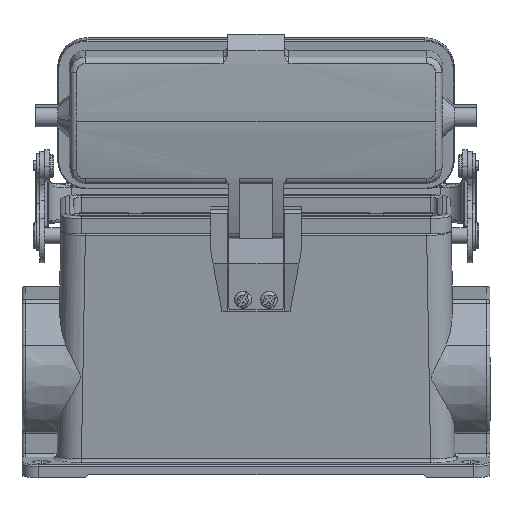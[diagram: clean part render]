
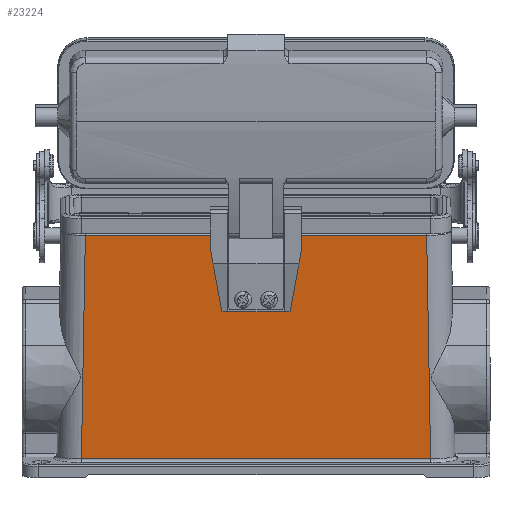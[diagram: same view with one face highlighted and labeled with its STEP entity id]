
A CAD part, front view. The second image highlights one B-rep face of the part: STEP entity #23224.
In plain terms, the highlighted planar face has unit normal (0, -0.989, -0.147).
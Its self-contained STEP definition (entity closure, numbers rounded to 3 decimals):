
#637=CARTESIAN_POINT('',(-53.745,-11.575,
-50.86));
#692=DIRECTION('',(0.017,0.147,-0.989));
#693=VECTOR('',#692,69.547);
#694=CARTESIAN_POINT('',(52.488,-21.826,17.917));
#695=LINE('',#694,#693);
#696=DIRECTION('',(0.017,-0.147,0.989));
#697=VECTOR('',#696,69.547);
#698=CARTESIAN_POINT('',(-53.745,-11.575,
-50.86));
#699=LINE('',#698,#697);
#700=DIRECTION('',(0.172,-0.145,0.974));
#701=VECTOR('',#700,1.221);
#702=CARTESIAN_POINT('',(10.58,-18.718,-2.935));
#703=LINE('',#702,#701);
#704=DIRECTION('',(0.707,-0.104,0.699));
#705=VECTOR('',#704,0.707);
#706=CARTESIAN_POINT('',(1.979,-20.844,11.33));
#707=LINE('',#706,#705);
#708=DIRECTION('',(0.707,0.104,-0.699));
#709=VECTOR('',#708,0.707);
#710=CARTESIAN_POINT('',(-2.521,-20.918,11.824));
#711=LINE('',#710,#709);
#712=DIRECTION('',(0.172,0.145,-0.974));
#713=VECTOR('',#712,1.221);
#714=CARTESIAN_POINT('',(-10.833,-18.895,
-1.745));
#715=LINE('',#714,#713);
#716=DIRECTION('',(1.,0.,0.));
#717=VECTOR('',#716,107.447);
#718=CARTESIAN_POINT('',(-53.745,-11.575,
-50.86));
#719=LINE('',#718,#717);
#773=DIRECTION('',(-1.,0.,0.));
#774=VECTOR('',#773,105.019);
#775=CARTESIAN_POINT('',(52.488,-21.826,17.917));
#776=LINE('',#775,#774);
#2250=DIRECTION('',(-1.,0.,0.));
#2251=VECTOR('',#2250,21.203);
#2252=CARTESIAN_POINT('',(10.58,-18.718,
-2.935));
#2253=LINE('',#2252,#2251);
#2258=DIRECTION('',(0.749,-0.098,0.655));
#2259=VECTOR('',#2258,6.573);
#2260=CARTESIAN_POINT('',(-10.833,-18.895,
-1.745));
#2261=LINE('',#2260,#2259);
#2266=CARTESIAN_POINT('',(-5.909,-19.537,
2.561));
#2267=CARTESIAN_POINT('',(-5.37,-19.607,
3.032));
#2268=CARTESIAN_POINT('',(-4.741,-19.642,
3.268));
#2269=CARTESIAN_POINT('',(-4.021,-19.642,
3.268));
#2275=DIRECTION('',(1.,0.,0.));
#2276=VECTOR('',#2275,2.);
#2277=CARTESIAN_POINT('',(-4.021,-19.642,
3.268));
#2278=LINE('',#2277,#2276);
#2283=DIRECTION('',(0.,-0.147,0.989));
#2284=VECTOR('',#2283,8.151);
#2285=CARTESIAN_POINT('',(-2.021,-19.642,
3.268));
#2286=LINE('',#2285,#2284);
#2295=DIRECTION('',(0.,-0.147,0.989));
#2296=VECTOR('',#2295,4.501);
#2297=CARTESIAN_POINT('',(-2.521,-20.918,
11.824));
#2298=LINE('',#2297,#2296);
#2303=DIRECTION('',(1.,0.,0.));
#2304=VECTOR('',#2303,5.);
#2305=CARTESIAN_POINT('',(-2.521,-21.581,
16.276));
#2306=LINE('',#2305,#2304);
#2311=DIRECTION('',(0.,0.147,-0.989));
#2312=VECTOR('',#2311,4.501);
#2313=CARTESIAN_POINT('',(2.479,-21.581,16.276));
#2314=LINE('',#2313,#2312);
#2323=DIRECTION('',(0.,0.147,-0.989));
#2324=VECTOR('',#2323,8.151);
#2325=CARTESIAN_POINT('',(1.979,-20.844,11.33));
#2326=LINE('',#2325,#2324);
#2331=DIRECTION('',(1.,0.,0.));
#2332=VECTOR('',#2331,2.);
#2333=CARTESIAN_POINT('',(1.979,-19.642,3.268));
#2334=LINE('',#2333,#2332);
#2339=CARTESIAN_POINT('',(3.979,-19.642,3.268));
#2340=CARTESIAN_POINT('',(4.698,-19.642,3.268));
#2341=CARTESIAN_POINT('',(5.327,-19.607,3.032));
#2342=CARTESIAN_POINT('',(5.866,-19.537,2.561));
#2348=DIRECTION('',(0.749,0.098,-0.655));
#2349=VECTOR('',#2348,6.573);
#2350=CARTESIAN_POINT('',(5.866,-19.537,2.561));
#2351=LINE('',#2350,#2349);
#19209=VERTEX_POINT('',#637);
#19213=CARTESIAN_POINT('',(52.488,-21.826,
17.917));
#19214=CARTESIAN_POINT('',(53.702,-11.575,
-50.86));
#19215=VERTEX_POINT('',#19213);
#19216=VERTEX_POINT('',#19214);
#19217=CARTESIAN_POINT('',(-52.531,-21.826,
17.917));
#19218=VERTEX_POINT('',#19217);
#19219=CARTESIAN_POINT('',(10.58,-18.718,
-2.935));
#19220=CARTESIAN_POINT('',(10.791,-18.895,
-1.745));
#19221=VERTEX_POINT('',#19219);
#19222=VERTEX_POINT('',#19220);
#19223=VERTEX_POINT('',#2339);
#19224=VERTEX_POINT('',#2342);
#19225=CARTESIAN_POINT('',(1.979,-19.642,
3.268));
#19226=VERTEX_POINT('',#19225);
#19227=CARTESIAN_POINT('',(1.979,-20.844,
11.33));
#19228=CARTESIAN_POINT('',(2.479,-20.918,
11.824));
#19229=VERTEX_POINT('',#19227);
#19230=VERTEX_POINT('',#19228);
#19231=CARTESIAN_POINT('',(-2.521,-21.581,
16.276));
#19232=CARTESIAN_POINT('',(2.479,-21.581,
16.276));
#19233=VERTEX_POINT('',#19231);
#19234=VERTEX_POINT('',#19232);
#19235=CARTESIAN_POINT('',(-2.521,-20.918,
11.824));
#19236=CARTESIAN_POINT('',(-2.021,-20.844,
11.33));
#19237=VERTEX_POINT('',#19235);
#19238=VERTEX_POINT('',#19236);
#19239=CARTESIAN_POINT('',(-4.021,-19.642,
3.268));
#19240=CARTESIAN_POINT('',(-2.021,-19.642,
3.268));
#19241=VERTEX_POINT('',#19239);
#19242=VERTEX_POINT('',#19240);
#19243=CARTESIAN_POINT('',(-10.833,-18.895,
-1.745));
#19244=CARTESIAN_POINT('',(-10.623,-18.718,
-2.935));
#19245=VERTEX_POINT('',#19243);
#19246=VERTEX_POINT('',#19244);
#19799=CARTESIAN_POINT('',(-5.909,-19.537,
2.561));
#19800=VERTEX_POINT('',#19799);
#23177=CARTESIAN_POINT('',(-0.021,-16.701,
-16.472));
#23178=DIRECTION('',(0.,0.989,0.147));
#23179=DIRECTION('',(0.,0.147,-0.989));
#23180=AXIS2_PLACEMENT_3D('',#23177,#23178,#23179);
#23181=PLANE('',#23180);
#23182=ORIENTED_EDGE('',*,*,#23024,.T.);
#23184=ORIENTED_EDGE('',*,*,#23183,.F.);
#23185=ORIENTED_EDGE('',*,*,#23159,.T.);
#23187=ORIENTED_EDGE('',*,*,#23186,.F.);
#23188=EDGE_LOOP('',(#23182,#23184,#23185,#23187));
#23189=FACE_OUTER_BOUND('',#23188,.F.);
#23191=ORIENTED_EDGE('',*,*,#23190,.F.);
#23193=ORIENTED_EDGE('',*,*,#23192,.T.);
#23195=ORIENTED_EDGE('',*,*,#23194,.F.);
#23197=ORIENTED_EDGE('',*,*,#23196,.F.);
#23199=ORIENTED_EDGE('',*,*,#23198,.F.);
#23201=ORIENTED_EDGE('',*,*,#23200,.F.);
#23203=ORIENTED_EDGE('',*,*,#23202,.T.);
#23205=ORIENTED_EDGE('',*,*,#23204,.F.);
#23207=ORIENTED_EDGE('',*,*,#23206,.F.);
#23209=ORIENTED_EDGE('',*,*,#23208,.F.);
#23211=ORIENTED_EDGE('',*,*,#23210,.T.);
#23213=ORIENTED_EDGE('',*,*,#23212,.F.);
#23215=ORIENTED_EDGE('',*,*,#23214,.F.);
#23217=ORIENTED_EDGE('',*,*,#23216,.F.);
#23219=ORIENTED_EDGE('',*,*,#23218,.F.);
#23221=ORIENTED_EDGE('',*,*,#23220,.T.);
#23222=EDGE_LOOP('',(#23191,#23193,#23195,#23197,#23199,#23201,#23203,#23205,
#23207,#23209,#23211,#23213,#23215,#23217,#23219,#23221));
#23223=FACE_BOUND('',#23222,.F.);
#2270=B_SPLINE_CURVE_WITH_KNOTS('',3,(#2266,#2267,#2268,#2269),.UNSPECIFIED.,
.F.,.F.,(4,4),(0.,1.),.UNSPECIFIED.);
#2343=B_SPLINE_CURVE_WITH_KNOTS('',3,(#2339,#2340,#2341,#2342),.UNSPECIFIED.,
.F.,.F.,(4,4),(0.,1.),.UNSPECIFIED.);
#23024=EDGE_CURVE('',#19215,#19216,#695,.T.);
#23159=EDGE_CURVE('',#19209,#19218,#699,.T.);
#23183=EDGE_CURVE('',#19209,#19216,#719,.T.);
#23186=EDGE_CURVE('',#19215,#19218,#776,.T.);
#23190=EDGE_CURVE('',#19221,#19246,#2253,.T.);
#23192=EDGE_CURVE('',#19221,#19222,#703,.T.);
#23194=EDGE_CURVE('',#19224,#19222,#2351,.T.);
#23196=EDGE_CURVE('',#19223,#19224,#2343,.T.);
#23198=EDGE_CURVE('',#19226,#19223,#2334,.T.);
#23200=EDGE_CURVE('',#19229,#19226,#2326,.T.);
#23202=EDGE_CURVE('',#19229,#19230,#707,.T.);
#23204=EDGE_CURVE('',#19234,#19230,#2314,.T.);
#23206=EDGE_CURVE('',#19233,#19234,#2306,.T.);
#23208=EDGE_CURVE('',#19237,#19233,#2298,.T.);
#23210=EDGE_CURVE('',#19237,#19238,#711,.T.);
#23212=EDGE_CURVE('',#19242,#19238,#2286,.T.);
#23214=EDGE_CURVE('',#19241,#19242,#2278,.T.);
#23216=EDGE_CURVE('',#19800,#19241,#2270,.T.);
#23218=EDGE_CURVE('',#19245,#19800,#2261,.T.);
#23220=EDGE_CURVE('',#19245,#19246,#715,.T.);
#23224=ADVANCED_FACE('',(#23189,#23223),#23181,.F.);
